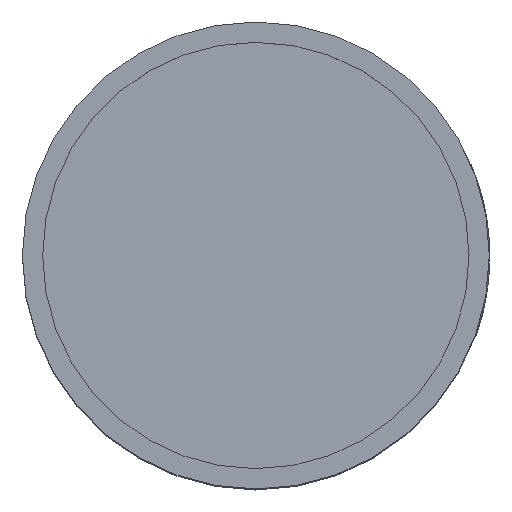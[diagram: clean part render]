
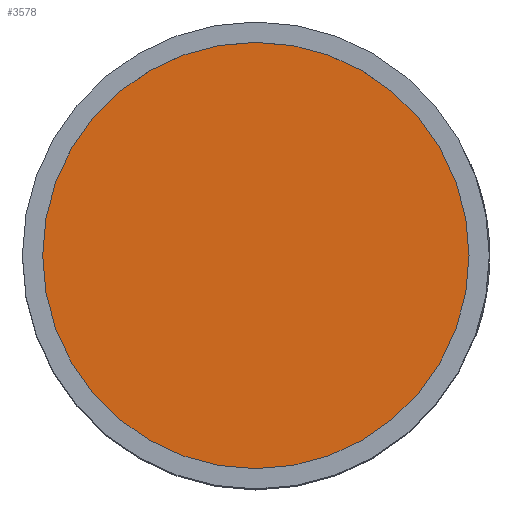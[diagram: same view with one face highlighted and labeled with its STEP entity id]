
A CAD part, top view. The second image highlights one B-rep face of the part: STEP entity #3578.
In plain terms, the highlighted planar face has unit normal (0, 0, 1).
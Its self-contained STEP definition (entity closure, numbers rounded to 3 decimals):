
#398 = EDGE_CURVE ( 'NONE', #15311, #10375, #9753, .T. ) ;
#1088 = DIRECTION ( 'NONE',  ( 1., 0., 0. ) ) ;
#1899 = EDGE_LOOP ( 'NONE', ( #7079, #8086 ) ) ;
#3578 = ADVANCED_FACE ( 'NONE', ( #16184 ), #11821, .T. ) ;
#3596 = AXIS2_PLACEMENT_3D ( 'NONE', #8974, #15287, #10822 ) ;
#4984 = CARTESIAN_POINT ( 'NONE',  ( 0., 0., 14. ) ) ;
#5144 = CARTESIAN_POINT ( 'NONE',  ( 0., 0., 14. ) ) ;
#6139 = AXIS2_PLACEMENT_3D ( 'NONE', #5144, #17102, #1088 ) ;
#7046 = CIRCLE ( 'NONE', #6139, 5.25 ) ;
#7079 = ORIENTED_EDGE ( 'NONE', *, *, #17947, .T. ) ;
#8086 = ORIENTED_EDGE ( 'NONE', *, *, #398, .T. ) ;
#8974 = CARTESIAN_POINT ( 'NONE',  ( 0., 0., 14. ) ) ;
#9753 = CIRCLE ( 'NONE', #3596, 5.25 ) ;
#10375 = VERTEX_POINT ( 'NONE', #15377 ) ;
#10822 = DIRECTION ( 'NONE',  ( 1., 0., 0. ) ) ;
#11821 = PLANE ( 'NONE',  #15039 ) ;
#13728 = DIRECTION ( 'NONE',  ( 0., 0., 1. ) ) ;
#15039 = AXIS2_PLACEMENT_3D ( 'NONE', #4984, #13728, #18179 ) ;
#15287 = DIRECTION ( 'NONE',  ( 0., 0., 1. ) ) ;
#15311 = VERTEX_POINT ( 'NONE', #15995 ) ;
#15377 = CARTESIAN_POINT ( 'NONE',  ( 5.25, 0., 14. ) ) ;
#15995 = CARTESIAN_POINT ( 'NONE',  ( -5.25, 0., 14. ) ) ;
#16184 = FACE_OUTER_BOUND ( 'NONE', #1899, .T. ) ;
#17102 = DIRECTION ( 'NONE',  ( 0., 0., 1. ) ) ;
#17947 = EDGE_CURVE ( 'NONE', #10375, #15311, #7046, .T. ) ;
#18179 = DIRECTION ( 'NONE',  ( 1., 0., 0. ) ) ;
